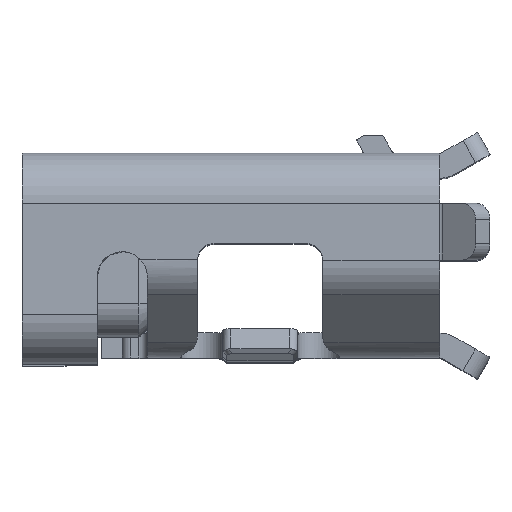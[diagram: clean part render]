
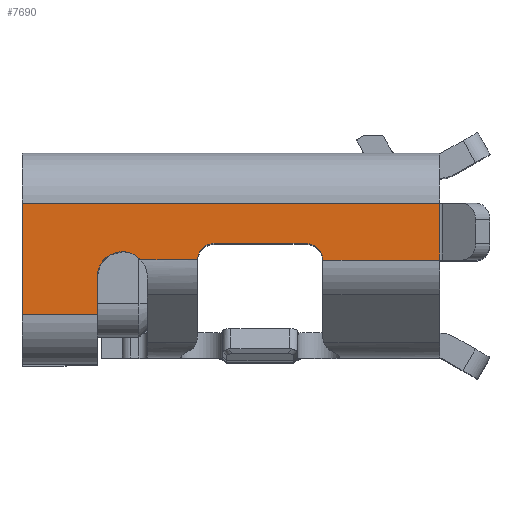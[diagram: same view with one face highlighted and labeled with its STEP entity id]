
A CAD part, top view. The second image highlights one B-rep face of the part: STEP entity #7690.
In plain terms, the highlighted planar face has unit normal (0, 0, 1).
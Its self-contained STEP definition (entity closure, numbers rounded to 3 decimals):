
#5830=CARTESIAN_POINT('',(5.,0.83,7.185));
#5840=DIRECTION('',(0.,-0.,1.));
#5850=DIRECTION('',(0.,1.,0.));
#5860=AXIS2_PLACEMENT_3D('',#5830,#5840,#5850);
#5870=PLANE('',#5860);
#5880=CARTESIAN_POINT('',(1.156,0.952,7.185));
#5890=DIRECTION('',(1.,0.,0.));
#5900=VECTOR('',#5890,1.);
#5910=LINE('',#5880,#5900);
#5920=CARTESIAN_POINT('',(1.422,0.952,7.185));
#5930=VERTEX_POINT('',#5920);
#5940=CARTESIAN_POINT('',(2.1,0.952,7.185));
#5950=VERTEX_POINT('',#5940);
#5960=EDGE_CURVE('',#5930,#5950,#5910,.T.);
#5970=ORIENTED_EDGE('',*,*,#5960,.T.);
#5980=CARTESIAN_POINT('',(1.2,0.75,7.185));
#5990=DIRECTION('',(0.,0.,-1.));
#6000=DIRECTION('',(-1.,0.,0.));
#6010=AXIS2_PLACEMENT_3D('',#5980,#5990,#6000);
#6020=CIRCLE('',#6010,0.3);
#6030=CARTESIAN_POINT('',(1.2,1.05,7.185));
#6040=VERTEX_POINT('',#6030);
#6050=EDGE_CURVE('',#6040,#5930,#6020,.T.);
#6060=ORIENTED_EDGE('',*,*,#6050,.T.);
#6070=CARTESIAN_POINT('',(0.9,0.75,7.215));
#6080=CARTESIAN_POINT('',(0.9,0.75,7.095));
#6090=CARTESIAN_POINT('',(0.9,0.75,6.975));
#6100=CARTESIAN_POINT('',(0.9,0.75,6.855));
#6110=CARTESIAN_POINT('',(0.9,0.926,7.215));
#6120=CARTESIAN_POINT('',(0.9,0.926,7.095));
#6130=CARTESIAN_POINT('',(0.9,0.926,6.975));
#6140=CARTESIAN_POINT('',(0.9,0.926,6.855));
#6150=CARTESIAN_POINT('',(1.024,1.05,7.215));
#6160=CARTESIAN_POINT('',(1.024,1.05,7.095));
#6170=CARTESIAN_POINT('',(1.024,1.05,6.975));
#6180=CARTESIAN_POINT('',(1.024,1.05,6.855));
#6190=CARTESIAN_POINT('',(1.2,1.05,7.215));
#6200=CARTESIAN_POINT('',(1.2,1.05,7.095));
#6210=CARTESIAN_POINT('',(1.2,1.05,6.975));
#6220=CARTESIAN_POINT('',(1.2,1.05,6.855));
#6230=(BOUNDED_SURFACE() B_SPLINE_SURFACE(3,3,((#6070,#6110,#6150,#6190)
,(#6080,#6120,#6160,#6200),(#6090,#6130,#6170,#6210),(#6100,#6140,#6180,
#6220)),.UNSPECIFIED.,.F.,.F.,.F.) B_SPLINE_SURFACE_WITH_KNOTS((4,4),(4,
4),(-1.754,-1.394),(0.,1.571),
.UNSPECIFIED.) GEOMETRIC_REPRESENTATION_ITEM() RATIONAL_B_SPLINE_SURFACE
(((1.,0.805,0.805,1.),(1.,0.805,
0.805,1.),(1.,0.805,0.805,1.),(1.,
0.805,0.805,1.))) REPRESENTATION_ITEM('') 
SURFACE());
#6240=CARTESIAN_POINT('',(0.9,0.75,7.185));
#6250=CARTESIAN_POINT('',(0.9,0.76,7.185));
#6260=CARTESIAN_POINT('',(0.9,0.77,7.185));
#6270=CARTESIAN_POINT('',(0.901,0.779,7.185));
#6280=CARTESIAN_POINT('',(0.902,0.789,7.185));
#6290=CARTESIAN_POINT('',(0.904,0.799,7.185));
#6300=CARTESIAN_POINT('',(0.906,0.809,7.185));
#6310=CARTESIAN_POINT('',(0.908,0.818,7.185));
#6320=CARTESIAN_POINT('',(0.91,0.828,7.185));
#6330=CARTESIAN_POINT('',(0.913,0.837,7.185));
#6340=CARTESIAN_POINT('',(0.916,0.847,7.185));
#6350=CARTESIAN_POINT('',(0.919,0.856,7.185));
#6360=CARTESIAN_POINT('',(0.923,0.865,7.185));
#6370=CARTESIAN_POINT('',(0.927,0.874,7.185));
#6380=CARTESIAN_POINT('',(0.931,0.883,7.185));
#6390=CARTESIAN_POINT('',(0.935,0.891,7.185));
#6400=CARTESIAN_POINT('',(0.94,0.9,7.185));
#6410=CARTESIAN_POINT('',(0.945,0.908,7.185));
#6420=CARTESIAN_POINT('',(0.951,0.917,7.185));
#6430=CARTESIAN_POINT('',(0.956,0.925,7.185));
#6440=CARTESIAN_POINT('',(0.962,0.933,7.185));
#6450=CARTESIAN_POINT('',(0.968,0.94,7.185));
#6460=CARTESIAN_POINT('',(0.974,0.948,7.185));
#6470=CARTESIAN_POINT('',(0.981,0.955,7.185));
#6480=CARTESIAN_POINT('',(0.988,0.962,7.185));
#6490=CARTESIAN_POINT('',(0.995,0.969,7.185));
#6500=CARTESIAN_POINT('',(1.002,0.976,7.185));
#6510=CARTESIAN_POINT('',(1.01,0.982,7.185));
#6520=CARTESIAN_POINT('',(1.017,0.988,7.185));
#6530=CARTESIAN_POINT('',(1.025,0.994,7.185));
#6540=CARTESIAN_POINT('',(1.033,0.999,7.185));
#6550=CARTESIAN_POINT('',(1.042,1.005,7.185));
#6560=CARTESIAN_POINT('',(1.05,1.01,7.185));
#6570=CARTESIAN_POINT('',(1.059,1.015,7.185));
#6580=CARTESIAN_POINT('',(1.067,1.019,7.185));
#6590=CARTESIAN_POINT('',(1.076,1.023,7.185));
#6600=CARTESIAN_POINT('',(1.085,1.027,7.185));
#6610=CARTESIAN_POINT('',(1.094,1.031,7.185));
#6620=CARTESIAN_POINT('',(1.103,1.034,7.185));
#6630=CARTESIAN_POINT('',(1.113,1.037,7.185));
#6640=CARTESIAN_POINT('',(1.122,1.04,7.185));
#6650=CARTESIAN_POINT('',(1.132,1.042,7.185));
#6660=CARTESIAN_POINT('',(1.141,1.044,7.185));
#6670=CARTESIAN_POINT('',(1.151,1.046,7.185));
#6680=CARTESIAN_POINT('',(1.161,1.048,7.185));
#6690=CARTESIAN_POINT('',(1.171,1.049,7.185));
#6700=CARTESIAN_POINT('',(1.18,1.05,7.185));
#6710=CARTESIAN_POINT('',(1.19,1.05,7.185));
#6720=CARTESIAN_POINT('',(1.2,1.05,7.185));
#6730=B_SPLINE_CURVE_WITH_KNOTS('',3,(#6240,#6250,#6260,#6270,#6280,
#6290,#6300,#6310,#6320,#6330,#6340,#6350,#6360,#6370,#6380,#6390,#6400,
#6410,#6420,#6430,#6440,#6450,#6460,#6470,#6480,#6490,#6500,#6510,#6520,
#6530,#6540,#6550,#6560,#6570,#6580,#6590,#6600,#6610,#6620,#6630,#6640,
#6650,#6660,#6670,#6680,#6690,#6700,#6710,#6720),.UNSPECIFIED.,.F.,.F.,(
4,3,3,3,3,3,3,3,3,3,3,3,3,3,3,3,4),(0.,0.029,
0.059,0.088,0.118,
0.147,0.177,0.206,0.236,
0.265,0.295,0.324,0.353,
0.383,0.412,0.442,0.471)
,.UNSPECIFIED.);
#6740=SURFACE_CURVE('',#6730,(#5870,#6230),.CURVE_3D.);
#6750=CARTESIAN_POINT('',(0.9,0.75,7.185));
#6760=VERTEX_POINT('',#6750);
#6770=EDGE_CURVE('',#6760,#6040,#6740,.T.);
#6780=ORIENTED_EDGE('',*,*,#6770,.T.);
#6790=CARTESIAN_POINT('',(0.9,0.,7.185));
#6800=DIRECTION('',(0.,1.,0.));
#6810=VECTOR('',#6800,1.);
#6820=LINE('',#6790,#6810);
#6830=CARTESIAN_POINT('',(0.9,0.3,7.185));
#6840=VERTEX_POINT('',#6830);
#6850=EDGE_CURVE('',#6840,#6760,#6820,.T.);
#6860=ORIENTED_EDGE('',*,*,#6850,.T.);
#6870=CARTESIAN_POINT('',(1.156,0.3,7.185));
#6880=DIRECTION('',(1.,0.,0.));
#6890=VECTOR('',#6880,1.);
#6900=LINE('',#6870,#6890);
#6910=CARTESIAN_POINT('',(0.,0.3,7.185));
#6920=VERTEX_POINT('',#6910);
#6930=EDGE_CURVE('',#6920,#6840,#6900,.T.);
#6940=ORIENTED_EDGE('',*,*,#6930,.T.);
#6950=CARTESIAN_POINT('',(0.,0.,7.185));
#6960=DIRECTION('',(0.,-1.,0.));
#6970=VECTOR('',#6960,1.);
#6980=LINE('',#6950,#6970);
#6990=CARTESIAN_POINT('',(0.,1.63,7.185));
#7000=VERTEX_POINT('',#6990);
#7010=EDGE_CURVE('',#7000,#6920,#6980,.T.);
#7020=ORIENTED_EDGE('',*,*,#7010,.T.);
#7030=CARTESIAN_POINT('',(1.156,1.63,7.185));
#7040=DIRECTION('',(-1.,0.,0.));
#7050=VECTOR('',#7040,1.);
#7060=LINE('',#7030,#7050);
#7070=CARTESIAN_POINT('',(5.,1.63,7.185));
#7080=VERTEX_POINT('',#7070);
#7090=EDGE_CURVE('',#7080,#7000,#7060,.T.);
#7100=ORIENTED_EDGE('',*,*,#7090,.T.);
#7110=CARTESIAN_POINT('',(5.,0.,7.185));
#7120=DIRECTION('',(0.,-1.,0.));
#7130=VECTOR('',#7120,1.);
#7140=LINE('',#7110,#7130);
#7150=CARTESIAN_POINT('',(5.,0.95,7.185));
#7160=VERTEX_POINT('',#7150);
#7170=EDGE_CURVE('',#7080,#7160,#7140,.T.);
#7180=ORIENTED_EDGE('',*,*,#7170,.F.);
#7190=CARTESIAN_POINT('',(5.,0.,7.185));
#7200=DIRECTION('',(0.,-1.,0.));
#7210=VECTOR('',#7200,1.);
#7220=LINE('',#7190,#7210);
#7230=CARTESIAN_POINT('',(5.,0.948,7.185));
#7240=VERTEX_POINT('',#7230);
#7250=EDGE_CURVE('',#7160,#7240,#7220,.T.);
#7260=ORIENTED_EDGE('',*,*,#7250,.F.);
#7270=CARTESIAN_POINT('',(1.156,0.948,7.185));
#7280=DIRECTION('',(-1.,0.,0.));
#7290=VECTOR('',#7280,1.);
#7300=LINE('',#7270,#7290);
#7310=CARTESIAN_POINT('',(3.6,0.948,7.185));
#7320=VERTEX_POINT('',#7310);
#7330=EDGE_CURVE('',#7240,#7320,#7300,.T.);
#7340=ORIENTED_EDGE('',*,*,#7330,.F.);
#7350=CARTESIAN_POINT('',(3.6,0.,7.185));
#7360=DIRECTION('',(0.,-1.,0.));
#7370=VECTOR('',#7360,1.);
#7380=LINE('',#7350,#7370);
#7390=CARTESIAN_POINT('',(3.6,0.95,7.185));
#7400=VERTEX_POINT('',#7390);
#7410=EDGE_CURVE('',#7400,#7320,#7380,.T.);
#7420=ORIENTED_EDGE('',*,*,#7410,.T.);
#7430=CARTESIAN_POINT('',(3.4,0.95,7.185));
#7440=DIRECTION('',(0.,0.,-1.));
#7450=DIRECTION('',(-1.,0.,0.));
#7460=AXIS2_PLACEMENT_3D('',#7430,#7440,#7450);
#7470=CIRCLE('',#7460,0.2);
#7480=CARTESIAN_POINT('',(3.4,1.15,7.185));
#7490=VERTEX_POINT('',#7480);
#7500=EDGE_CURVE('',#7490,#7400,#7470,.T.);
#7510=ORIENTED_EDGE('',*,*,#7500,.T.);
#7520=CARTESIAN_POINT('',(1.156,1.15,7.185));
#7530=DIRECTION('',(-1.,0.,0.));
#7540=VECTOR('',#7530,1.);
#7550=LINE('',#7520,#7540);
#7560=CARTESIAN_POINT('',(2.3,1.15,7.185));
#7570=VERTEX_POINT('',#7560);
#7580=EDGE_CURVE('',#7490,#7570,#7550,.T.);
#7590=ORIENTED_EDGE('',*,*,#7580,.F.);
#7600=CARTESIAN_POINT('',(2.3,0.95,7.185));
#7610=DIRECTION('',(0.,0.,-1.));
#7620=DIRECTION('',(-1.,0.,0.));
#7630=AXIS2_PLACEMENT_3D('',#7600,#7610,#7620);
#7640=CIRCLE('',#7630,0.2);
#7650=EDGE_CURVE('',#5950,#7570,#7640,.T.);
#7660=ORIENTED_EDGE('',*,*,#7650,.T.);
#7670=EDGE_LOOP('',(#7660,#7590,#7510,#7420,#7340,#7260,#7180,#7100,
#7020,#6940,#6860,#6780,#6060,#5970));
#7680=FACE_OUTER_BOUND('',#7670,.T.);
#7690=ADVANCED_FACE('',(#7680),#5870,.T.);
